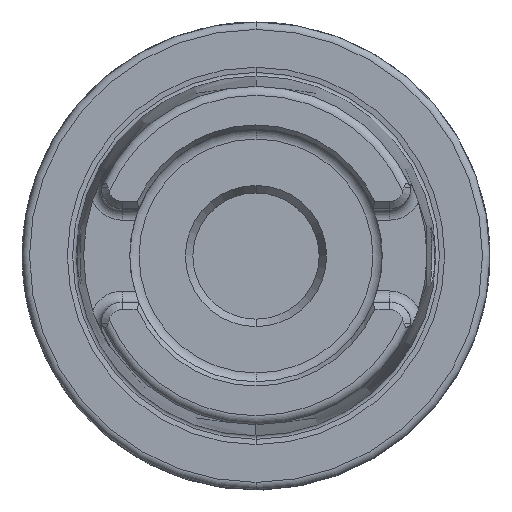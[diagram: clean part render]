
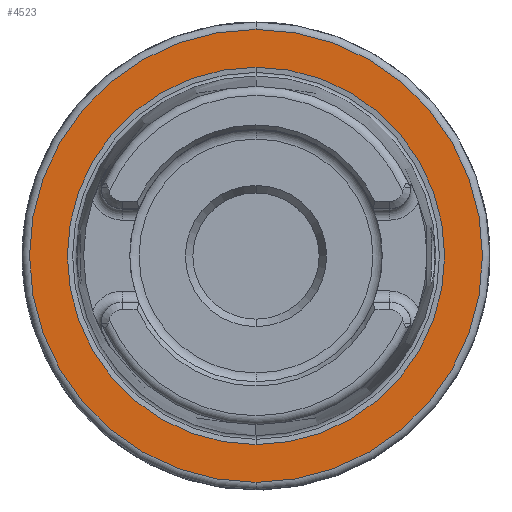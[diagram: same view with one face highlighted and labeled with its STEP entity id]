
A CAD part, top view. The second image highlights one B-rep face of the part: STEP entity #4523.
In plain terms, the highlighted planar face has unit normal (0, 0, 1).
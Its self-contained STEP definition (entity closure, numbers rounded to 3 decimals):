
#1264=CARTESIAN_POINT('',(0,0,26));
#1265=DIRECTION('',(0,0,-1));
#1266=DIRECTION('',(0,1,0));
#1267=AXIS2_PLACEMENT_3D('',#1264,#1265,#1266);
#1277=CARTESIAN_POINT('',(0,0,26));
#1278=DIRECTION('',(0,0,1));
#1279=DIRECTION('',(0,1,0));
#1280=AXIS2_PLACEMENT_3D('',#1277,#1278,#1279);
#1282=CARTESIAN_POINT('',(0,0,26));
#1283=DIRECTION('',(0,0,1));
#1284=DIRECTION('',(0,1,0));
#1285=AXIS2_PLACEMENT_3D('',#1282,#1283,#1284);
#1287=CARTESIAN_POINT('',(0,0,26));
#1288=DIRECTION('',(0,0,1));
#1289=DIRECTION('',(0,-1,0));
#1290=AXIS2_PLACEMENT_3D('',#1287,#1288,#1289);
#2734=CARTESIAN_POINT('',(0,25.409,26));
#2736=VERTEX_POINT('',#2734);
#2770=CARTESIAN_POINT('',(0,-25.409,26));
#2772=VERTEX_POINT('',#2770);
#2836=CARTESIAN_POINT('',(0,30.5,26));
#2837=CARTESIAN_POINT('',(0,-30.5,26));
#2838=VERTEX_POINT('',#2836);
#2839=VERTEX_POINT('',#2837);
#4508=CARTESIAN_POINT('',(0,0,26));
#4509=DIRECTION('',(0,0,-1));
#4510=DIRECTION('',(0,-1,0));
#4511=AXIS2_PLACEMENT_3D('',#4508,#4509,#4510);
#4512=PLANE('',#4511);
#4514=ORIENTED_EDGE('',*,*,#4513,.F.);
#4516=ORIENTED_EDGE('',*,*,#4515,.F.);
#4517=EDGE_LOOP('',(#4514,#4516));
#4518=FACE_OUTER_BOUND('',#4517,.F.);
#4519=ORIENTED_EDGE('',*,*,#4503,.T.);
#4520=ORIENTED_EDGE('',*,*,#4487,.F.);
#4521=EDGE_LOOP('',(#4519,#4520));
#4522=FACE_BOUND('',#4521,.F.);
#4523=ADVANCED_FACE('',(#4518,#4522),#4512,.F.);
#1268=CIRCLE('',#1267,25.409);
#1281=CIRCLE('',#1280,25.409);
#1286=CIRCLE('',#1285,30.5);
#1291=CIRCLE('',#1290,30.5);
#4487=EDGE_CURVE('',#2736,#2772,#1268,.T.);
#4503=EDGE_CURVE('',#2736,#2772,#1281,.T.);
#4513=EDGE_CURVE('',#2838,#2839,#1286,.T.);
#4515=EDGE_CURVE('',#2839,#2838,#1291,.T.);
